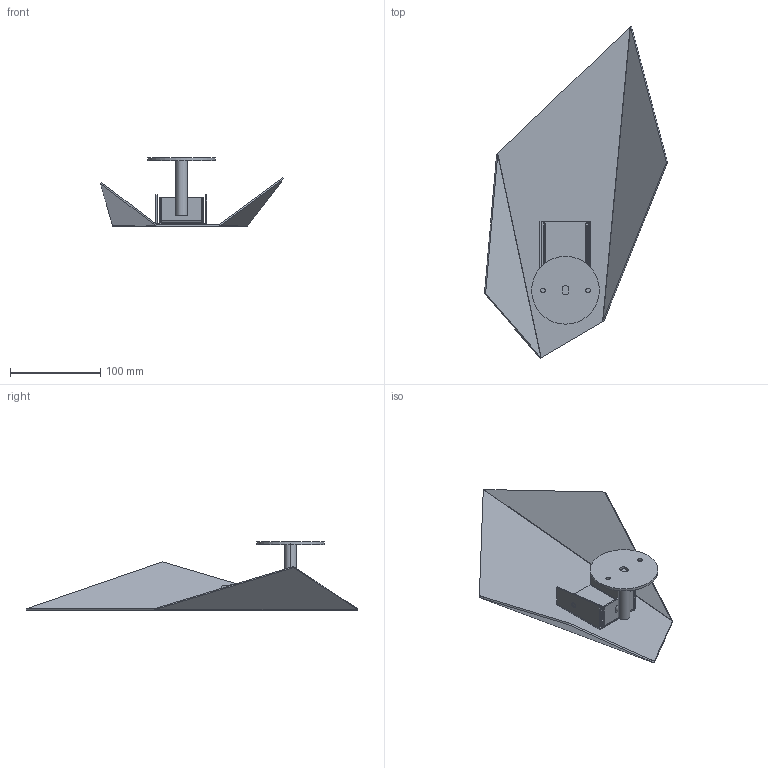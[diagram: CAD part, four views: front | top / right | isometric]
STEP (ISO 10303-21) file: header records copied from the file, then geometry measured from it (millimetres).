
FILE_DESCRIPTION (( 'STEP AP214' ), '1' );
FILE_NAME ('ABSTRACT_WALL_Customer CAD.STEP', '2015-05-13T14:53:18', ( '' ), ( '' ), 'SwSTEP 2.0', 'SolidWorks 2012', '' );
FILE_SCHEMA (( 'AUTOMOTIVE_DESIGN' ));
Length unit declared in the file: millimetre
Products named in the file (6): ABSTRACT ARM; Abstract Wall Back Plate; ABSTRACT WALL; BRACKET PART B; BRACKET PART A; ABSTRACT_WALL_Customer CAD
Assembly tree (5 placements, depth 2):
  ABSTRACT_WALL_Customer CAD
    BRACKET PART A
    BRACKET PART B
    ABSTRACT WALL
    Abstract Wall Back Plate
    ABSTRACT ARM
Bounding box: 202.62 x 367.48 x 75.7 mm (x, y, z)
Volume: 133971.7 mm3; surface area: 145227.6 mm2
Topology: 5 solids, 5 shells, 105 faces, 226 edges, 132 vertices
Faces by surface type: plane 61, cylinder 36, bspline 8
Entity records: 3169 total; most frequent: CARTESIAN_POINT 676, DIRECTION 468, ORIENTED_EDGE 452, EDGE_CURVE 226, AXIS2_PLACEMENT_3D 167, VECTOR 134, LINE 134, VERTEX_POINT 132
